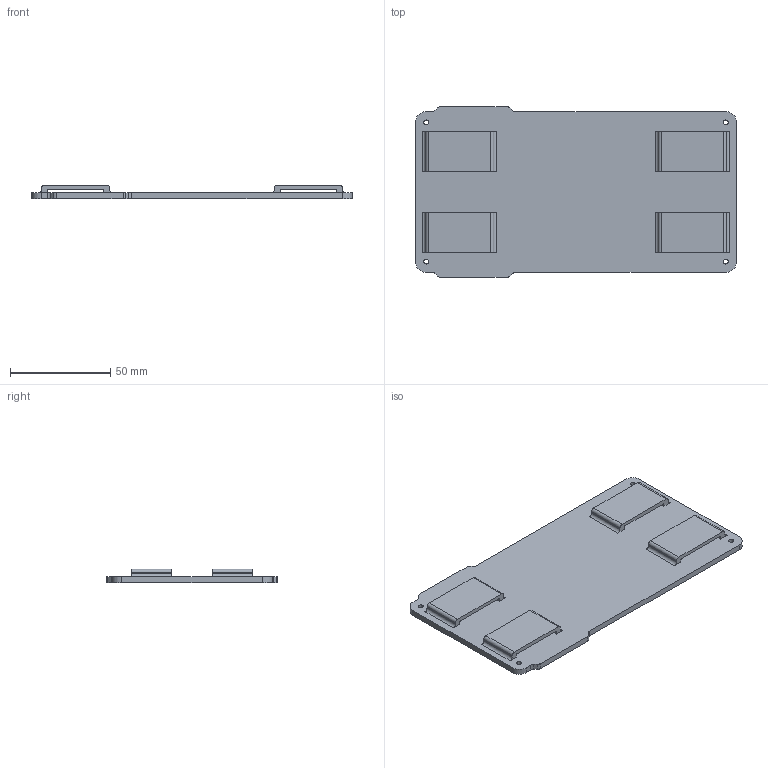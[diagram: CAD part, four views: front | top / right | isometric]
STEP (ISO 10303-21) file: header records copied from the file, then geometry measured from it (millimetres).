
FILE_DESCRIPTION (( 'STEP AP214' ), '1' );
FILE_NAME ('Control_Box_Lid.STEP', '2020-12-06T21:04:55', ( '' ), ( '' ), 'SwSTEP 2.0', 'SolidWorks 2019', '' );
FILE_SCHEMA (( 'AUTOMOTIVE_DESIGN' ));
Length unit declared in the file: millimetre
Products named in the file (1): Control_Box_Lid
Bounding box: 160 x 85 x 6.8 mm (x, y, z)
Volume: 45155.9 mm3; surface area: 33178.1 mm2
Topology: 1 solids, 1 shells, 88 faces, 258 edges, 172 vertices
Faces by surface type: plane 46, cylinder 42
Entity records: 3012 total; most frequent: DIRECTION 520, CARTESIAN_POINT 519, ORIENTED_EDGE 516, EDGE_CURVE 258, LINE 174, VECTOR 174, AXIS2_PLACEMENT_3D 173, VERTEX_POINT 172
